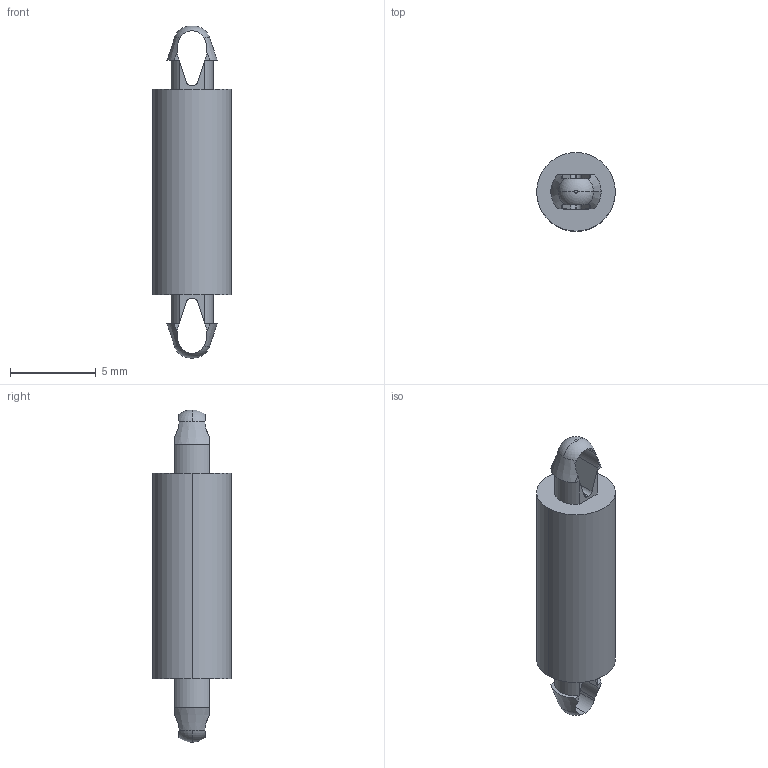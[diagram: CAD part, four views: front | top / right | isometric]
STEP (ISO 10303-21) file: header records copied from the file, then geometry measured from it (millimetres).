
FILE_DESCRIPTION (( 'STEP AP214' ), '1' );
FILE_NAME ('User Library-MADA-12.STEP', '2022-01-04T18:49:28', ( '' ), ( '' ), 'SwSTEP 2.0', 'SolidWorks 2021', '' );
FILE_SCHEMA (( 'AUTOMOTIVE_DESIGN' ));
Length unit declared in the file: millimetre
Products named in the file (1): User Library-MADA-12
Bounding box: 4.6 x 4.6 x 19.4 mm (x, y, z)
Volume: 212.9 mm3; surface area: 268.6 mm2
Topology: 1 solids, 1 shells, 59 faces, 159 edges, 100 vertices
Faces by surface type: plane 30, cylinder 19, cone 6, torus 4
Entity records: 1951 total; most frequent: CARTESIAN_POINT 461, ORIENTED_EDGE 318, DIRECTION 295, EDGE_CURVE 159, AXIS2_PLACEMENT_3D 114, VERTEX_POINT 100, VECTOR 67, LINE 67
